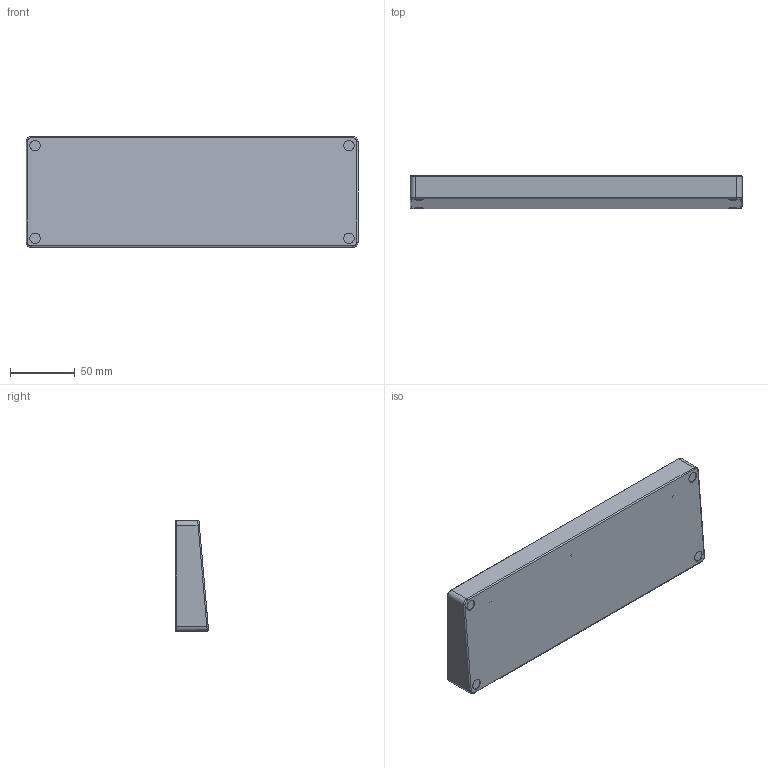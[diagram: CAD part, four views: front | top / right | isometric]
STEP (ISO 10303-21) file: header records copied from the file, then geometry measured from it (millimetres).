
FILE_DESCRIPTION(/* description */ (''),/* implementation_level */ '2;1');
FILE_NAME(/* name */ 'Minitomic.step',/* time_stamp */ '2020-04-11T12:26:29+02:00',/* author */ (''),/* organization */ (''),/* preprocessor_version */ 'ST-DEVELOPER v18',/* originating_system */ 'Autodesk Translation Framework v8.12.0.6',/* authorisation */ '');
FILE_SCHEMA (('AUTOMOTIVE_DESIGN { 1 0 10303 214 3 1 1 }'));
Length unit declared in the file: millimetre
Products named in the file (1): Minitomic
Bounding box: 256.6 x 25.49 x 85.6 mm (x, y, z)
Volume: 173644.6 mm3; surface area: 69314.4 mm2
Topology: 1 solids, 1 shells, 109 faces, 240 edges, 152 vertices
Faces by surface type: cylinder 52, plane 45, torus 8, bspline 4
Full cylindrical faces by diameter (mm): 2 x8, 5 x6, 8.1 x4
Entity records: 3147 total; most frequent: CARTESIAN_POINT 608, DIRECTION 570, ORIENTED_EDGE 480, EDGE_CURVE 240, AXIS2_PLACEMENT_3D 224, VERTEX_POINT 152, EDGE_LOOP 130, LINE 122
